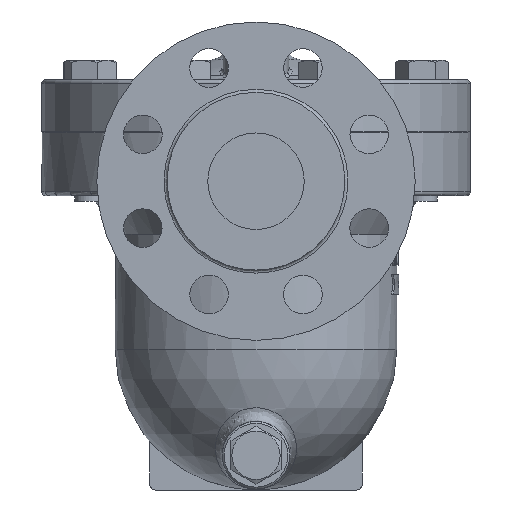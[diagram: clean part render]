
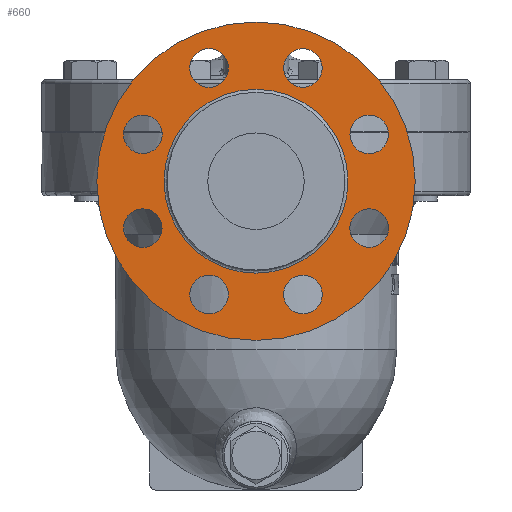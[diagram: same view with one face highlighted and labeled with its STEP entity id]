
A CAD part, left-side view. The second image highlights one B-rep face of the part: STEP entity #660.
In plain terms, the highlighted free-form (B-spline) face has degree [1, 1] with [2, 2] control points.
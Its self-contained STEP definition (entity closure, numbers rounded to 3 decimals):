
#361=CARTESIAN_POINT('',(-186.4,0.0,90.));
#362=VERTEX_POINT('',#361);
#363=CARTESIAN_POINT('',(-186.4,0.0,7.5));
#364=DIRECTION('',(-1.0,0.0,0.0));
#365=DIRECTION('',(0.0,0.0,1.0));
#366=AXIS2_PLACEMENT_3D('',#363,#364,#365);
#367=CIRCLE('',#366,82.5);
#368=EDGE_CURVE('',#362,#362,#367,.T.);
#538=CARTESIAN_POINT('',(-186.4,0.0,55.15));
#539=VERTEX_POINT('',#538);
#540=CARTESIAN_POINT('',(-186.4,0.0,7.5));
#541=DIRECTION('',(-1.0,0.0,0.0));
#542=DIRECTION('',(0.0,0.0,-1.0));
#543=AXIS2_PLACEMENT_3D('',#540,#541,#542);
#544=CIRCLE('',#543,47.65);
#545=EDGE_CURVE('',#539,#539,#544,.T.);
#561=CARTESIAN_POINT('',(-186.4,82.5,90.));
#562=CARTESIAN_POINT('',(-186.4,82.5,-75.));
#563=CARTESIAN_POINT('',(-186.4,-82.5,90.));
#564=CARTESIAN_POINT('',(-186.4,-82.5,-75.));
#565=B_SPLINE_SURFACE_WITH_KNOTS('',1,1,((#561,#563),(#562,#564)),.UNSPECIFIED.,.F.,.F.,.U.,(2,2),(2,2),(0.0,165.),(0.0,165.),.UNSPECIFIED.);
#566=ORIENTED_EDGE('',*,*,#368,.T.);
#567=EDGE_LOOP('',(#566));
#568=FACE_OUTER_BOUND('',#567,.T.);
#569=CARTESIAN_POINT('',(-186.4,24.3,56.166));
#570=VERTEX_POINT('',#569);
#571=CARTESIAN_POINT('',(-186.4,24.3,66.166));
#572=DIRECTION('',(1.0,0.0,0.0));
#573=DIRECTION('',(0.0,0.0,-1.0));
#574=AXIS2_PLACEMENT_3D('',#571,#572,#573);
#575=CIRCLE('',#574,10.0);
#576=EDGE_CURVE('',#570,#570,#575,.T.);
#577=ORIENTED_EDGE('',*,*,#576,.T.);
#578=EDGE_LOOP('',(#577));
#579=FACE_BOUND('',#578,.T.);
#580=CARTESIAN_POINT('',(-186.4,51.595,24.729));
#581=VERTEX_POINT('',#580);
#582=CARTESIAN_POINT('',(-186.4,58.666,31.8));
#583=DIRECTION('',(1.0,0.,0.));
#584=DIRECTION('',(0.,-0.707,-0.707));
#585=AXIS2_PLACEMENT_3D('',#582,#583,#584);
#586=CIRCLE('',#585,10.0);
#587=EDGE_CURVE('',#581,#581,#586,.T.);
#588=ORIENTED_EDGE('',*,*,#587,.T.);
#589=EDGE_LOOP('',(#588));
#590=FACE_BOUND('',#589,.T.);
#591=CARTESIAN_POINT('',(-186.4,48.666,-16.8));
#592=VERTEX_POINT('',#591);
#593=CARTESIAN_POINT('',(-186.4,58.666,-16.8));
#594=DIRECTION('',(1.0,0.0,0.0));
#595=DIRECTION('',(0.0,-1.0,0.0));
#596=AXIS2_PLACEMENT_3D('',#593,#594,#595);
#597=CIRCLE('',#596,10.0);
#598=EDGE_CURVE('',#592,#592,#597,.T.);
#599=ORIENTED_EDGE('',*,*,#598,.T.);
#600=EDGE_LOOP('',(#599));
#601=FACE_BOUND('',#600,.T.);
#602=CARTESIAN_POINT('',(-186.4,17.229,-44.095));
#603=VERTEX_POINT('',#602);
#604=CARTESIAN_POINT('',(-186.4,24.3,-51.166));
#605=DIRECTION('',(1.0,0.,0.));
#606=DIRECTION('',(0.,-0.707,0.707));
#607=AXIS2_PLACEMENT_3D('',#604,#605,#606);
#608=CIRCLE('',#607,10.0);
#609=EDGE_CURVE('',#603,#603,#608,.T.);
#610=ORIENTED_EDGE('',*,*,#609,.T.);
#611=EDGE_LOOP('',(#610));
#612=FACE_BOUND('',#611,.T.);
#613=CARTESIAN_POINT('',(-186.4,-24.3,-41.166));
#614=VERTEX_POINT('',#613);
#615=CARTESIAN_POINT('',(-186.4,-24.3,-51.166));
#616=DIRECTION('',(1.0,0.0,0.0));
#617=DIRECTION('',(0.0,0.0,1.0));
#618=AXIS2_PLACEMENT_3D('',#615,#616,#617);
#619=CIRCLE('',#618,10.0);
#620=EDGE_CURVE('',#614,#614,#619,.T.);
#621=ORIENTED_EDGE('',*,*,#620,.T.);
#622=EDGE_LOOP('',(#621));
#623=FACE_BOUND('',#622,.T.);
#624=CARTESIAN_POINT('',(-186.4,-51.595,-9.729));
#625=VERTEX_POINT('',#624);
#626=CARTESIAN_POINT('',(-186.4,-58.666,-16.8));
#627=DIRECTION('',(1.0,0.,0.));
#628=DIRECTION('',(0.,0.707,0.707));
#629=AXIS2_PLACEMENT_3D('',#626,#627,#628);
#630=CIRCLE('',#629,10.0);
#631=EDGE_CURVE('',#625,#625,#630,.T.);
#632=ORIENTED_EDGE('',*,*,#631,.T.);
#633=EDGE_LOOP('',(#632));
#634=FACE_BOUND('',#633,.T.);
#635=CARTESIAN_POINT('',(-186.4,-48.666,31.8));
#636=VERTEX_POINT('',#635);
#637=CARTESIAN_POINT('',(-186.4,-58.666,31.8));
#638=DIRECTION('',(1.0,0.0,0.0));
#639=DIRECTION('',(0.0,1.0,0.0));
#640=AXIS2_PLACEMENT_3D('',#637,#638,#639);
#641=CIRCLE('',#640,10.0);
#642=EDGE_CURVE('',#636,#636,#641,.T.);
#643=ORIENTED_EDGE('',*,*,#642,.T.);
#644=EDGE_LOOP('',(#643));
#645=FACE_BOUND('',#644,.T.);
#646=CARTESIAN_POINT('',(-186.4,-17.229,59.095));
#647=VERTEX_POINT('',#646);
#648=CARTESIAN_POINT('',(-186.4,-24.3,66.166));
#649=DIRECTION('',(1.0,0.,0.));
#650=DIRECTION('',(0.,0.707,-0.707));
#651=AXIS2_PLACEMENT_3D('',#648,#649,#650);
#652=CIRCLE('',#651,10.0);
#653=EDGE_CURVE('',#647,#647,#652,.T.);
#654=ORIENTED_EDGE('',*,*,#653,.T.);
#655=EDGE_LOOP('',(#654));
#656=FACE_BOUND('',#655,.T.);
#657=ORIENTED_EDGE('',*,*,#545,.F.);
#658=EDGE_LOOP('',(#657));
#659=FACE_BOUND('',#658,.T.);
#660=ADVANCED_FACE('',(#568,#579,#590,#601,#612,#623,#634,#645,#656,#659),#565,.T.);
